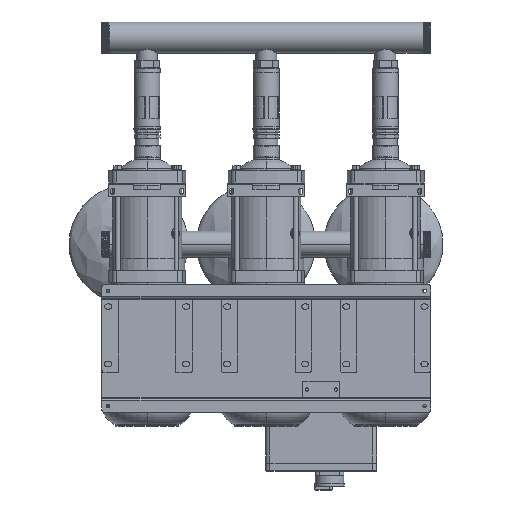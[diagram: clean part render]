
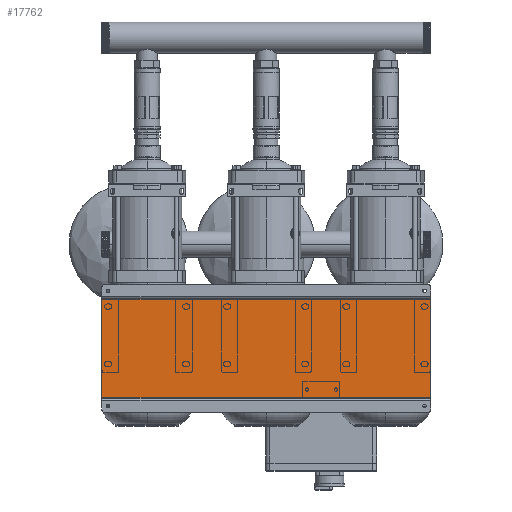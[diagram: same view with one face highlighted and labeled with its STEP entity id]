
A CAD part, front view. The second image highlights one B-rep face of the part: STEP entity #17762.
In plain terms, the highlighted planar face has unit normal (0, -1, 0).
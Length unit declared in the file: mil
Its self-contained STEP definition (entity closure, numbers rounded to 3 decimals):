
#999 = DIRECTION ( 'NONE',  ( 0., 0., -1. ) ) ;
#3821 = DIRECTION ( 'NONE',  ( 0., 0., -1. ) ) ;
#9888 = DIRECTION ( 'NONE',  ( -1., 0., 0. ) ) ;
#9894 = VECTOR ( 'NONE', #9888, 39370.079 ) ;
#16906 = FACE_OUTER_BOUND ( 'NONE', #33784, .T. ) ;
#17418 = PLANE ( 'NONE',  #46174 ) ;
#17762 = ADVANCED_FACE ( 'NONE', ( #16906 ), #17418, .F. ) ;
#18525 = CARTESIAN_POINT ( 'NONE',  ( 15748.031, 2165.354, -4724.409 ) ) ;
#24992 = VERTEX_POINT ( 'NONE', #93761 ) ;
#26304 = ORIENTED_EDGE ( 'NONE', *, *, #58837, .T. ) ;
#30485 = CARTESIAN_POINT ( 'NONE',  ( 15748.031, 2165.354, 4724.409 ) ) ;
#31483 = LINE ( 'NONE', #30485, #51933 ) ;
#33784 = EDGE_LOOP ( 'NONE', ( #26304, #68226, #54143, #71215 ) ) ;
#36977 = CARTESIAN_POINT ( 'NONE',  ( -15748.031, 2165.354, -4724.409 ) ) ;
#38696 = DIRECTION ( 'NONE',  ( 0., 1., 0. ) ) ;
#39362 = VERTEX_POINT ( 'NONE', #66774 ) ;
#43374 = LINE ( 'NONE', #65790, #62907 ) ;
#46174 = AXIS2_PLACEMENT_3D ( 'NONE', #95150, #38696, #87037 ) ;
#51933 = VECTOR ( 'NONE', #999, 39370.079 ) ;
#54143 = ORIENTED_EDGE ( 'NONE', *, *, #77515, .F. ) ;
#58837 = EDGE_CURVE ( 'NONE', #24992, #95976, #43374, .T. ) ;
#62907 = VECTOR ( 'NONE', #3821, 39370.079 ) ;
#64291 = LINE ( 'NONE', #64791, #92359 ) ;
#64791 = CARTESIAN_POINT ( 'NONE',  ( 15748.031, 2165.354, 4724.409 ) ) ;
#65790 = CARTESIAN_POINT ( 'NONE',  ( -15748.031, 2165.354, -4724.409 ) ) ;
#66774 = CARTESIAN_POINT ( 'NONE',  ( 15748.031, 2165.354, 4724.409 ) ) ;
#68226 = ORIENTED_EDGE ( 'NONE', *, *, #93864, .F. ) ;
#70921 = CARTESIAN_POINT ( 'NONE',  ( 15748.031, 2165.354, -4724.409 ) ) ;
#71215 = ORIENTED_EDGE ( 'NONE', *, *, #75927, .T. ) ;
#71872 = LINE ( 'NONE', #18525, #9894 ) ;
#72908 = DIRECTION ( 'NONE',  ( -1., 0., 0. ) ) ;
#75927 = EDGE_CURVE ( 'NONE', #39362, #24992, #64291, .T. ) ;
#77515 = EDGE_CURVE ( 'NONE', #39362, #89467, #31483, .T. ) ;
#87037 = DIRECTION ( 'NONE',  ( 1., 0., 0. ) ) ;
#89467 = VERTEX_POINT ( 'NONE', #70921 ) ;
#92359 = VECTOR ( 'NONE', #72908, 39370.079 ) ;
#93761 = CARTESIAN_POINT ( 'NONE',  ( -15748.031, 2165.354, 4724.409 ) ) ;
#93864 = EDGE_CURVE ( 'NONE', #89467, #95976, #71872, .T. ) ;
#95150 = CARTESIAN_POINT ( 'NONE',  ( 15748.031, 2165.354, -4724.409 ) ) ;
#95976 = VERTEX_POINT ( 'NONE', #36977 ) ;
